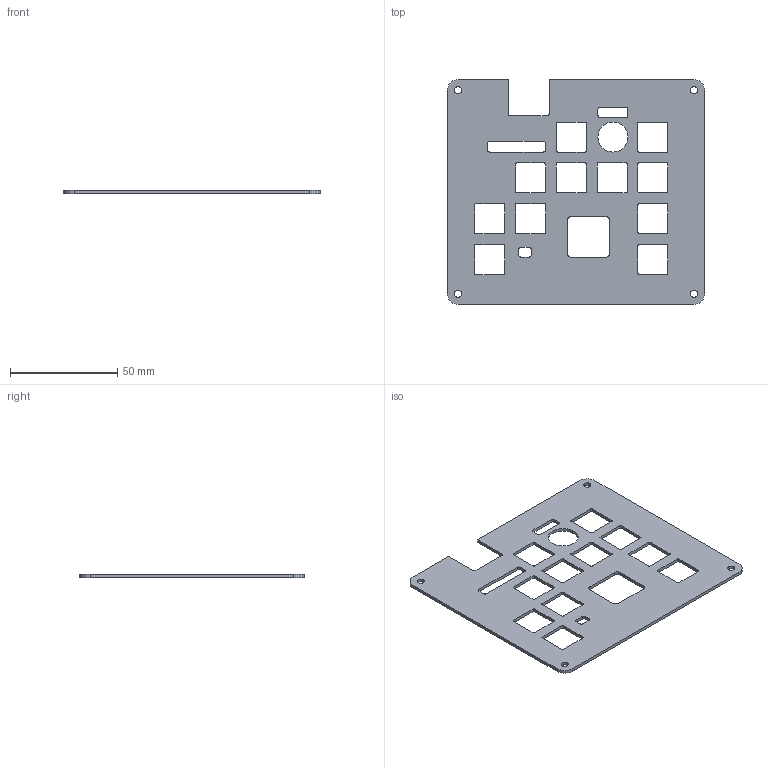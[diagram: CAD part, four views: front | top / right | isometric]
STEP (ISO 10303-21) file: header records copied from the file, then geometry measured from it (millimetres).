
FILE_DESCRIPTION(/* description */ ('STEP AP242','CAx-IF Rec.Pracs.---Representation and Presentation of Product Manufacturing Information (PMI)---4.0---2014-10-13','CAx-IF Rec.Pracs.---3D Tessellated Geometry---0.4---2014-09-14','2;1'),/* implementation_level */ '2;1');
FILE_NAME(/* name */ '67bdfddbcb6e944e0b3a8912',/* time_stamp */ '2025-02-25T17:29:00Z',/* author */ (''),/* organization */ (''),/* preprocessor_version */ 'ST-DEVELOPER v20',/* originating_system */ 'ONSHAPE BY PTC INC, 1.194',/* authorisation */ ' ');
FILE_SCHEMA (('AP242_MANAGED_MODEL_BASED_3D_ENGINEERING_MIM_LF { 1 0 10303 442 1 1 4 }'));
Length unit declared in the file: metre
Products named in the file (1): Part 2
Bounding box: 120 x 105 x 1.5 mm (x, y, z)
Volume: 13957.8 mm3; surface area: 20651.3 mm2
Topology: 1 solids, 1 shells, 142 faces, 420 edges, 280 vertices
Faces by surface type: plane 71, cylinder 71
Full cylindrical faces by diameter (mm): 3.4 x4, 14 x1
Entity records: 4863 total; most frequent: DIRECTION 843, CARTESIAN_POINT 838, ORIENTED_EDGE 830, EDGE_CURVE 415, AXIS2_PLACEMENT_3D 285, VERTEX_POINT 280, LINE 273, VECTOR 273
